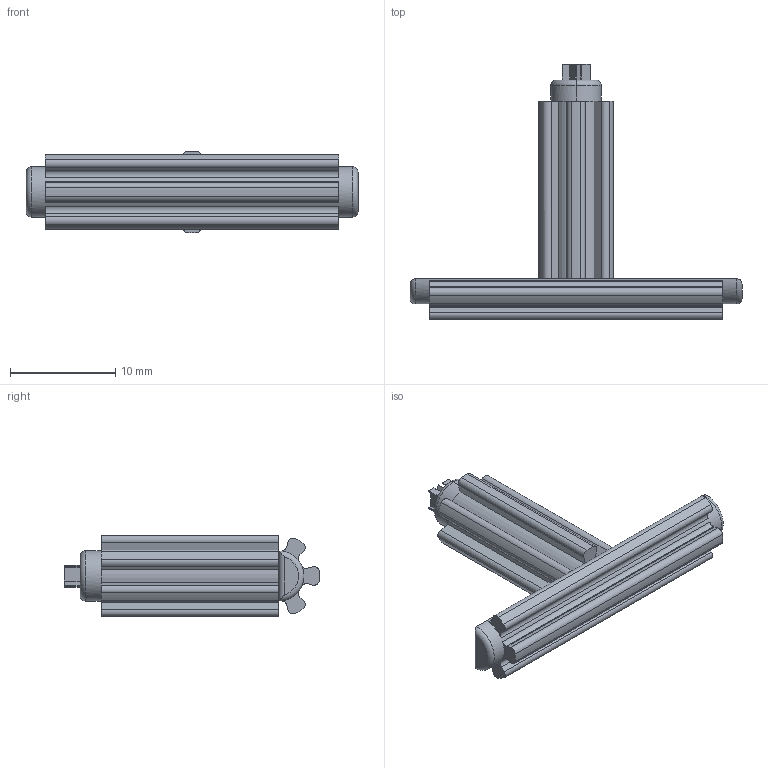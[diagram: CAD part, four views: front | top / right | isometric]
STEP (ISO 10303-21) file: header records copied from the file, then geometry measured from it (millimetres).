
FILE_DESCRIPTION (( 'STEP AP214' ), '1' );
FILE_NAME ('lego_tshaft.STEP', '2024-03-06T07:14:09', ( '' ), ( '' ), 'SwSTEP 2.0', 'SolidWorks 2023', '' );
FILE_SCHEMA (( 'AUTOMOTIVE_DESIGN' ));
Length unit declared in the file: millimetre
Products named in the file (1): lego_tshaft
Bounding box: 31.5 x 24.22 x 7.75 mm (x, y, z)
Volume: 1048.8 mm3; surface area: 1297.4 mm2
Topology: 1 solids, 1 shells, 145 faces, 387 edges, 248 vertices
Faces by surface type: plane 77, cylinder 53, bspline 11, torus 4
Entity records: 5078 total; most frequent: CARTESIAN_POINT 1404, ORIENTED_EDGE 774, DIRECTION 767, EDGE_CURVE 387, AXIS2_PLACEMENT_3D 271, VERTEX_POINT 248, VECTOR 225, LINE 225
